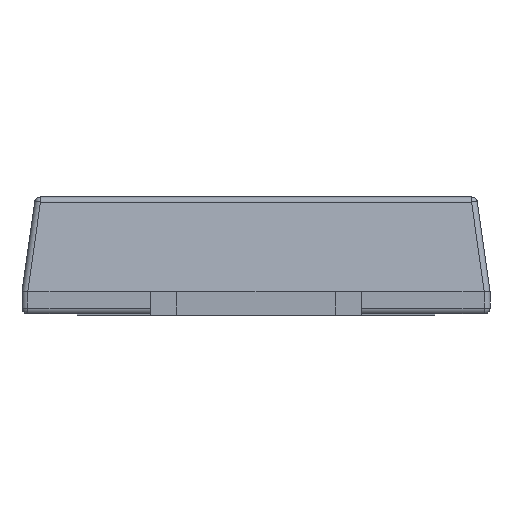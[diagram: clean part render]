
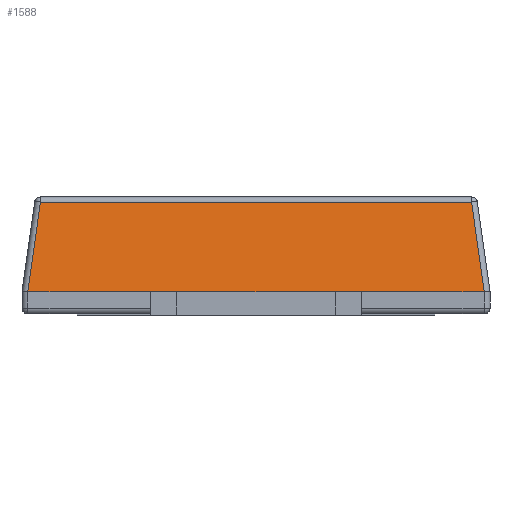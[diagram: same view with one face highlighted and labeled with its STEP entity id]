
A CAD part, left-side view. The second image highlights one B-rep face of the part: STEP entity #1588.
In plain terms, the highlighted planar face has unit normal (-0.99, 0, 0.139).
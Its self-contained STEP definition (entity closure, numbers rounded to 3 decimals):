
#213 = PLANE ( 'NONE',  #1827 ) ;
#544 = EDGE_CURVE ( 'NONE', #5974, #15464, #9976, .T. ) ;
#702 = VECTOR ( 'NONE', #1580, 1000. ) ;
#709 = EDGE_CURVE ( 'NONE', #3878, #6105, #11379, .T. ) ;
#823 = DIRECTION ( 'NONE',  ( -0.138, 0.138, -0.981 ) ) ;
#1238 = EDGE_CURVE ( 'NONE', #10310, #15464, #13228, .T. ) ;
#1554 = FACE_OUTER_BOUND ( 'NONE', #12306, .T. ) ;
#1580 = DIRECTION ( 'NONE',  ( 0., 1., 0. ) ) ;
#1588 = ADVANCED_FACE ( 'NONE', ( #1554 ), #213, .T. ) ;
#1793 = VECTOR ( 'NONE', #16426, 1000. ) ;
#1827 = AXIS2_PLACEMENT_3D ( 'NONE', #2916, #9368, #9445 ) ;
#1947 = LINE ( 'NONE', #4516, #15851 ) ;
#2230 = CARTESIAN_POINT ( 'NONE',  ( -2.7, 1.95, 0.2 ) ) ;
#2306 = CARTESIAN_POINT ( 'NONE',  ( -2.7, -0.9, 0.2 ) ) ;
#2916 = CARTESIAN_POINT ( 'NONE',  ( -2.586, 0., 1.01 ) ) ;
#3282 = DIRECTION ( 'NONE',  ( 0., 1., 0. ) ) ;
#3596 = ORIENTED_EDGE ( 'NONE', *, *, #14178, .F. ) ;
#3672 = LINE ( 'NONE', #7889, #13955 ) ;
#3811 = CARTESIAN_POINT ( 'NONE',  ( -2.7, 1.95, 0.2 ) ) ;
#3878 = VERTEX_POINT ( 'NONE', #16991 ) ;
#4506 = CARTESIAN_POINT ( 'NONE',  ( -2.592, 1.843, 0.967 ) ) ;
#4516 = CARTESIAN_POINT ( 'NONE',  ( -2.7, 2., 0.2 ) ) ;
#4901 = EDGE_CURVE ( 'NONE', #15887, #10310, #14750, .T. ) ;
#5918 = EDGE_CURVE ( 'NONE', #6105, #5974, #11562, .T. ) ;
#5974 = VERTEX_POINT ( 'NONE', #11897 ) ;
#6105 = VERTEX_POINT ( 'NONE', #4506 ) ;
#6282 = EDGE_CURVE ( 'NONE', #8120, #3878, #3672, .T. ) ;
#7889 = CARTESIAN_POINT ( 'NONE',  ( -2.551, -1.802, 1.258 ) ) ;
#7910 = ORIENTED_EDGE ( 'NONE', *, *, #6282, .T. ) ;
#7997 = CARTESIAN_POINT ( 'NONE',  ( -2.7, -1.95, 0.2 ) ) ;
#8120 = VERTEX_POINT ( 'NONE', #10915 ) ;
#8251 = CARTESIAN_POINT ( 'NONE',  ( -2.7, -1.95, 0.2 ) ) ;
#8717 = VECTOR ( 'NONE', #823, 1000. ) ;
#8776 = ORIENTED_EDGE ( 'NONE', *, *, #544, .T. ) ;
#9125 = CARTESIAN_POINT ( 'NONE',  ( -2.7, 1.95, 0.2 ) ) ;
#9182 = CARTESIAN_POINT ( 'NONE',  ( -2.7, 0.9, 0.2 ) ) ;
#9198 = CARTESIAN_POINT ( 'NONE',  ( -2.7, 1.95, 0.2 ) ) ;
#9368 = DIRECTION ( 'NONE',  ( -0.99, 0., 0.139 ) ) ;
#9445 = DIRECTION ( 'NONE',  ( 0., 1., 0. ) ) ;
#9660 = ORIENTED_EDGE ( 'NONE', *, *, #4901, .F. ) ;
#9976 =( BOUNDED_CURVE ( )  B_SPLINE_CURVE ( 3, ( #3811, #9125, #2230, #9198 ),
 .UNSPECIFIED., .F., .F. ) 
 B_SPLINE_CURVE_WITH_KNOTS ( ( 4, 4 ),
 ( 6.274, 6.283 ),
 .UNSPECIFIED. ) 
 CURVE ( )  GEOMETRIC_REPRESENTATION_ITEM ( )  RATIONAL_B_SPLINE_CURVE ( ( 1., 1., 1., 1. ) ) 
 REPRESENTATION_ITEM ( '' )  );
#10266 = EDGE_CURVE ( 'NONE', #17232, #8120, #13381, .T. ) ;
#10310 = VERTEX_POINT ( 'NONE', #9182 ) ;
#10560 = ORIENTED_EDGE ( 'NONE', *, *, #1238, .F. ) ;
#10771 = CARTESIAN_POINT ( 'NONE',  ( -2.7, -1.95, 0.2 ) ) ;
#10840 = CARTESIAN_POINT ( 'NONE',  ( -2.7, -1.95, 0.2 ) ) ;
#10915 = CARTESIAN_POINT ( 'NONE',  ( -2.7, -1.95, 0.2 ) ) ;
#11379 = LINE ( 'NONE', #12753, #16523 ) ;
#11396 = CARTESIAN_POINT ( 'NONE',  ( -2.7, 1.95, 0.2 ) ) ;
#11562 = LINE ( 'NONE', #15346, #8717 ) ;
#11897 = CARTESIAN_POINT ( 'NONE',  ( -2.7, 1.95, 0.2 ) ) ;
#12306 = EDGE_LOOP ( 'NONE', ( #3596, #14417, #7910, #16080, #16377, #8776, #10560, #9660 ) ) ;
#12753 = CARTESIAN_POINT ( 'NONE',  ( -2.592, 0., 0.967 ) ) ;
#13228 = LINE ( 'NONE', #17216, #702 ) ;
#13381 =( BOUNDED_CURVE ( )  B_SPLINE_CURVE ( 3, ( #8251, #10840, #10771, #7997 ),
 .UNSPECIFIED., .F., .F. ) 
 B_SPLINE_CURVE_WITH_KNOTS ( ( 4, 4 ),
 ( 0., 0.01 ),
 .UNSPECIFIED. ) 
 CURVE ( )  GEOMETRIC_REPRESENTATION_ITEM ( )  RATIONAL_B_SPLINE_CURVE ( ( 1., 1., 1., 1. ) ) 
 REPRESENTATION_ITEM ( '' )  );
#13475 = CARTESIAN_POINT ( 'NONE',  ( -2.7, 2., 0.2 ) ) ;
#13955 = VECTOR ( 'NONE', #16977, 1000. ) ;
#14178 = EDGE_CURVE ( 'NONE', #17232, #15887, #1947, .T. ) ;
#14413 = CARTESIAN_POINT ( 'NONE',  ( -2.7, -1.95, 0.2 ) ) ;
#14417 = ORIENTED_EDGE ( 'NONE', *, *, #10266, .T. ) ;
#14750 = LINE ( 'NONE', #13475, #1793 ) ;
#14986 = DIRECTION ( 'NONE',  ( 0., 1., 0. ) ) ;
#15346 = CARTESIAN_POINT ( 'NONE',  ( -2.551, 1.802, 1.258 ) ) ;
#15464 = VERTEX_POINT ( 'NONE', #11396 ) ;
#15851 = VECTOR ( 'NONE', #14986, 1000. ) ;
#15887 = VERTEX_POINT ( 'NONE', #2306 ) ;
#16080 = ORIENTED_EDGE ( 'NONE', *, *, #709, .T. ) ;
#16377 = ORIENTED_EDGE ( 'NONE', *, *, #5918, .T. ) ;
#16426 = DIRECTION ( 'NONE',  ( 0., 1., 0. ) ) ;
#16523 = VECTOR ( 'NONE', #3282, 1000. ) ;
#16977 = DIRECTION ( 'NONE',  ( 0.138, 0.138, 0.981 ) ) ;
#16991 = CARTESIAN_POINT ( 'NONE',  ( -2.592, -1.843, 0.967 ) ) ;
#17216 = CARTESIAN_POINT ( 'NONE',  ( -2.7, 2., 0.2 ) ) ;
#17232 = VERTEX_POINT ( 'NONE', #14413 ) ;
